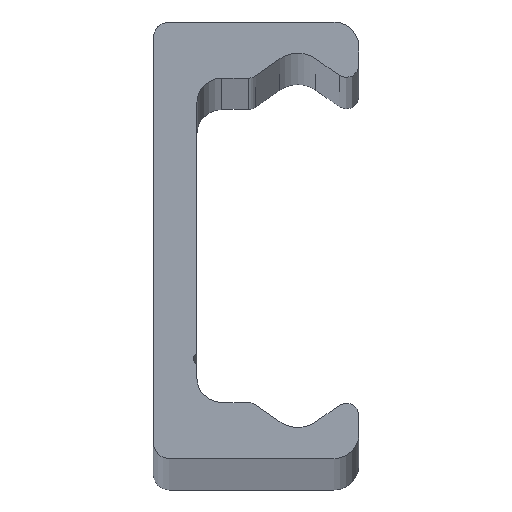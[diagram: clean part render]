
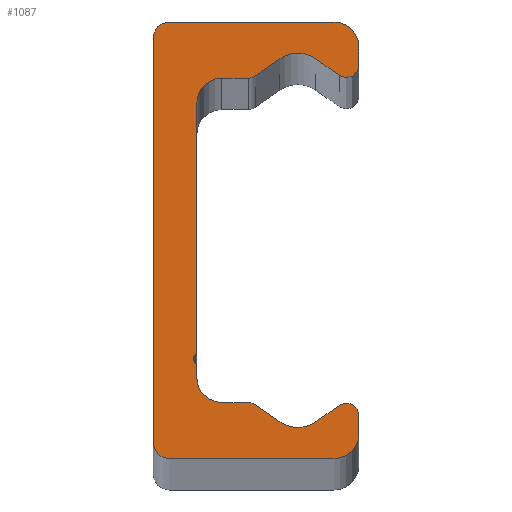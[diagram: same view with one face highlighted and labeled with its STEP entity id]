
A CAD part, top view. The second image highlights one B-rep face of the part: STEP entity #1087.
In plain terms, the highlighted planar face has unit normal (0, 0, 1).
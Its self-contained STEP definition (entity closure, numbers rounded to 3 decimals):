
#34=VECTOR('',#1414,1.);
#39=VECTOR('',#1426,1.);
#43=VECTOR('',#1437,1.);
#47=VECTOR('',#1448,1.);
#51=VECTOR('',#1459,1.);
#55=VECTOR('',#1470,1.);
#59=VECTOR('',#1481,1.);
#63=VECTOR('',#1492,1.);
#67=VECTOR('',#1503,1.);
#71=VECTOR('',#1514,1.);
#75=VECTOR('',#1525,1.);
#79=VECTOR('',#1536,1.);
#83=VECTOR('',#1547,1.);
#86=LINE('',#1703,#34);
#91=LINE('',#1718,#39);
#95=LINE('',#1730,#43);
#99=LINE('',#1742,#47);
#103=LINE('',#1754,#51);
#107=LINE('',#1766,#55);
#111=LINE('',#1778,#59);
#115=LINE('',#1790,#63);
#119=LINE('',#1802,#67);
#123=LINE('',#1814,#71);
#127=LINE('',#1826,#75);
#131=LINE('',#1838,#79);
#135=LINE('',#1850,#83);
#151=PLANE('',#1231);
#225=VERTEX_POINT('',#1704);
#226=VERTEX_POINT('',#1705);
#229=VERTEX_POINT('',#1713);
#231=VERTEX_POINT('',#1719);
#233=VERTEX_POINT('',#1725);
#235=VERTEX_POINT('',#1731);
#237=VERTEX_POINT('',#1737);
#239=VERTEX_POINT('',#1743);
#241=VERTEX_POINT('',#1749);
#243=VERTEX_POINT('',#1755);
#245=VERTEX_POINT('',#1761);
#247=VERTEX_POINT('',#1767);
#249=VERTEX_POINT('',#1773);
#251=VERTEX_POINT('',#1779);
#253=VERTEX_POINT('',#1785);
#255=VERTEX_POINT('',#1791);
#257=VERTEX_POINT('',#1797);
#259=VERTEX_POINT('',#1803);
#261=VERTEX_POINT('',#1809);
#263=VERTEX_POINT('',#1815);
#265=VERTEX_POINT('',#1821);
#267=VERTEX_POINT('',#1827);
#269=VERTEX_POINT('',#1833);
#271=VERTEX_POINT('',#1839);
#273=VERTEX_POINT('',#1845);
#275=VERTEX_POINT('',#1851);
#331=CIRCLE('',#1181,2.);
#333=CIRCLE('',#1185,1.);
#335=CIRCLE('',#1189,2.5);
#337=CIRCLE('',#1193,1.);
#339=CIRCLE('',#1197,2.);
#341=CIRCLE('',#1201,0.5);
#343=CIRCLE('',#1205,2.);
#345=CIRCLE('',#1209,1.);
#347=CIRCLE('',#1213,2.5);
#349=CIRCLE('',#1217,1.);
#351=CIRCLE('',#1221,2.);
#353=CIRCLE('',#1225,1.3);
#355=CIRCLE('',#1229,1.3);
#411=EDGE_CURVE('',#225,#226,#86,.T.);
#415=EDGE_CURVE('',#226,#229,#331,.T.);
#418=EDGE_CURVE('',#229,#231,#91,.T.);
#421=EDGE_CURVE('',#231,#233,#333,.T.);
#424=EDGE_CURVE('',#233,#235,#95,.T.);
#427=EDGE_CURVE('',#235,#237,#335,.T.);
#430=EDGE_CURVE('',#237,#239,#99,.T.);
#433=EDGE_CURVE('',#239,#241,#337,.T.);
#436=EDGE_CURVE('',#241,#243,#103,.T.);
#439=EDGE_CURVE('',#243,#245,#339,.T.);
#442=EDGE_CURVE('',#245,#247,#107,.T.);
#445=EDGE_CURVE('',#247,#249,#341,.T.);
#448=EDGE_CURVE('',#249,#251,#111,.T.);
#451=EDGE_CURVE('',#251,#253,#343,.T.);
#454=EDGE_CURVE('',#253,#255,#115,.T.);
#457=EDGE_CURVE('',#255,#257,#345,.T.);
#460=EDGE_CURVE('',#257,#259,#119,.T.);
#463=EDGE_CURVE('',#259,#261,#347,.T.);
#466=EDGE_CURVE('',#261,#263,#123,.T.);
#469=EDGE_CURVE('',#263,#265,#349,.T.);
#472=EDGE_CURVE('',#265,#267,#127,.T.);
#475=EDGE_CURVE('',#267,#269,#351,.T.);
#478=EDGE_CURVE('',#269,#271,#131,.T.);
#481=EDGE_CURVE('',#271,#273,#353,.T.);
#484=EDGE_CURVE('',#273,#275,#135,.T.);
#487=EDGE_CURVE('',#275,#225,#355,.T.);
#701=ORIENTED_EDGE('',*,*,#411,.F.);
#702=ORIENTED_EDGE('',*,*,#487,.F.);
#703=ORIENTED_EDGE('',*,*,#484,.F.);
#704=ORIENTED_EDGE('',*,*,#481,.F.);
#705=ORIENTED_EDGE('',*,*,#478,.F.);
#706=ORIENTED_EDGE('',*,*,#475,.F.);
#707=ORIENTED_EDGE('',*,*,#472,.F.);
#708=ORIENTED_EDGE('',*,*,#469,.F.);
#709=ORIENTED_EDGE('',*,*,#466,.F.);
#710=ORIENTED_EDGE('',*,*,#463,.F.);
#711=ORIENTED_EDGE('',*,*,#460,.F.);
#712=ORIENTED_EDGE('',*,*,#457,.F.);
#713=ORIENTED_EDGE('',*,*,#454,.F.);
#714=ORIENTED_EDGE('',*,*,#451,.F.);
#715=ORIENTED_EDGE('',*,*,#448,.F.);
#716=ORIENTED_EDGE('',*,*,#445,.F.);
#717=ORIENTED_EDGE('',*,*,#442,.F.);
#718=ORIENTED_EDGE('',*,*,#439,.F.);
#719=ORIENTED_EDGE('',*,*,#436,.F.);
#720=ORIENTED_EDGE('',*,*,#433,.F.);
#721=ORIENTED_EDGE('',*,*,#430,.F.);
#722=ORIENTED_EDGE('',*,*,#427,.F.);
#723=ORIENTED_EDGE('',*,*,#424,.F.);
#724=ORIENTED_EDGE('',*,*,#421,.F.);
#725=ORIENTED_EDGE('',*,*,#418,.F.);
#726=ORIENTED_EDGE('',*,*,#415,.F.);
#887=EDGE_LOOP('',(#701,#702,#703,#704,#705,#706,#707,#708,#709,#710,#711,
#712,#713,#714,#715,#716,#717,#718,#719,#720,#721,#722,#723,#724,#725,#726));
#1023=FACE_BOUND('',#887,.T.);
#1087=ADVANCED_FACE('',(#1023),#151,.T.);
#1181=AXIS2_PLACEMENT_3D('',#1712,#1420,#1421);
#1185=AXIS2_PLACEMENT_3D('',#1724,#1431,#1432);
#1189=AXIS2_PLACEMENT_3D('',#1736,#1442,#1443);
#1193=AXIS2_PLACEMENT_3D('',#1748,#1453,#1454);
#1197=AXIS2_PLACEMENT_3D('',#1760,#1464,#1465);
#1201=AXIS2_PLACEMENT_3D('',#1772,#1475,#1476);
#1205=AXIS2_PLACEMENT_3D('',#1784,#1486,#1487);
#1209=AXIS2_PLACEMENT_3D('',#1796,#1497,#1498);
#1213=AXIS2_PLACEMENT_3D('',#1808,#1508,#1509);
#1217=AXIS2_PLACEMENT_3D('',#1820,#1519,#1520);
#1221=AXIS2_PLACEMENT_3D('',#1832,#1530,#1531);
#1225=AXIS2_PLACEMENT_3D('',#1844,#1541,#1542);
#1229=AXIS2_PLACEMENT_3D('',#1856,#1552,#1553);
#1231=AXIS2_PLACEMENT_3D('',#1858,#1556,$);
#1414=DIRECTION('',(1.,0.,0.));
#1420=DIRECTION('',(0.,0.,-1.));
#1421=DIRECTION('',(2.,0.,0.));
#1426=DIRECTION('',(0.,-1.,0.));
#1431=DIRECTION('',(0.,0.,-1.));
#1432=DIRECTION('',(1.,0.,0.));
#1437=DIRECTION('',(-0.819,0.574,0.));
#1442=DIRECTION('',(0.,0.,1.));
#1443=DIRECTION('',(2.5,0.,0.));
#1448=DIRECTION('',(-0.819,-0.574,0.));
#1453=DIRECTION('',(0.,0.,-1.));
#1454=DIRECTION('',(1.,0.,0.));
#1459=DIRECTION('',(-1.,0.,0.));
#1464=DIRECTION('',(0.,0.,1.));
#1465=DIRECTION('',(2.,0.,0.));
#1470=DIRECTION('',(0.,-1.,0.));
#1475=DIRECTION('',(0.,0.,1.));
#1476=DIRECTION('',(0.5,0.,0.));
#1481=DIRECTION('',(0.,-1.,0.));
#1486=DIRECTION('',(0.,0.,1.));
#1487=DIRECTION('',(2.,0.,0.));
#1492=DIRECTION('',(1.,0.,0.));
#1497=DIRECTION('',(0.,0.,-1.));
#1498=DIRECTION('',(1.,0.,0.));
#1503=DIRECTION('',(0.819,-0.574,0.));
#1508=DIRECTION('',(0.,0.,1.));
#1509=DIRECTION('',(2.5,0.,0.));
#1514=DIRECTION('',(0.819,0.574,0.));
#1519=DIRECTION('',(0.,0.,-1.));
#1520=DIRECTION('',(1.,0.,0.));
#1525=DIRECTION('',(0.,-1.,0.));
#1530=DIRECTION('',(0.,0.,-1.));
#1531=DIRECTION('',(2.,0.,0.));
#1536=DIRECTION('',(-1.,0.,0.));
#1541=DIRECTION('',(0.,0.,-1.));
#1542=DIRECTION('',(1.3,0.,0.));
#1547=DIRECTION('',(0.,1.,0.));
#1552=DIRECTION('',(0.,0.,-1.));
#1553=DIRECTION('',(1.3,0.,0.));
#1556=DIRECTION('',(0.,0.,1.));
#1703=CARTESIAN_POINT('',(14.5,17.5,1440.));
#1704=CARTESIAN_POINT('',(1.3,17.5,1440.));
#1705=CARTESIAN_POINT('',(14.5,17.5,1440.));
#1712=CARTESIAN_POINT('',(14.5,15.5,1440.));
#1713=CARTESIAN_POINT('',(16.5,15.5,1440.));
#1718=CARTESIAN_POINT('',(16.5,14.042,1440.));
#1719=CARTESIAN_POINT('',(16.5,14.042,1440.));
#1724=CARTESIAN_POINT('',(15.5,14.042,1440.));
#1725=CARTESIAN_POINT('',(14.926,13.223,1440.));
#1730=CARTESIAN_POINT('',(13.034,14.548,1440.));
#1731=CARTESIAN_POINT('',(13.034,14.548,1440.));
#1736=CARTESIAN_POINT('',(11.6,12.5,1440.));
#1737=CARTESIAN_POINT('',(10.166,14.548,1440.));
#1742=CARTESIAN_POINT('',(8.214,13.181,1440.));
#1743=CARTESIAN_POINT('',(8.214,13.181,1440.));
#1748=CARTESIAN_POINT('',(7.64,14.,1440.));
#1749=CARTESIAN_POINT('',(7.64,13.,1440.));
#1754=CARTESIAN_POINT('',(5.5,13.,1440.));
#1755=CARTESIAN_POINT('',(5.5,13.,1440.));
#1760=CARTESIAN_POINT('',(5.5,11.,1440.));
#1761=CARTESIAN_POINT('',(3.5,11.,1440.));
#1766=CARTESIAN_POINT('',(3.5,-9.067,1440.));
#1767=CARTESIAN_POINT('',(3.5,-9.067,1440.));
#1772=CARTESIAN_POINT('',(3.75,-9.5,1440.));
#1773=CARTESIAN_POINT('',(3.5,-9.933,1440.));
#1778=CARTESIAN_POINT('',(3.5,-11.,1440.));
#1779=CARTESIAN_POINT('',(3.5,-11.,1440.));
#1784=CARTESIAN_POINT('',(5.5,-11.,1440.));
#1785=CARTESIAN_POINT('',(5.5,-13.,1440.));
#1790=CARTESIAN_POINT('',(7.64,-13.,1440.));
#1791=CARTESIAN_POINT('',(7.64,-13.,1440.));
#1796=CARTESIAN_POINT('',(7.64,-14.,1440.));
#1797=CARTESIAN_POINT('',(8.214,-13.181,1440.));
#1802=CARTESIAN_POINT('',(10.166,-14.548,1440.));
#1803=CARTESIAN_POINT('',(10.166,-14.548,1440.));
#1808=CARTESIAN_POINT('',(11.6,-12.5,1440.));
#1809=CARTESIAN_POINT('',(13.034,-14.548,1440.));
#1814=CARTESIAN_POINT('',(14.926,-13.223,1440.));
#1815=CARTESIAN_POINT('',(14.926,-13.223,1440.));
#1820=CARTESIAN_POINT('',(15.5,-14.042,1440.));
#1821=CARTESIAN_POINT('',(16.5,-14.042,1440.));
#1826=CARTESIAN_POINT('',(16.5,-15.5,1440.));
#1827=CARTESIAN_POINT('',(16.5,-15.5,1440.));
#1832=CARTESIAN_POINT('',(14.5,-15.5,1440.));
#1833=CARTESIAN_POINT('',(14.5,-17.5,1440.));
#1838=CARTESIAN_POINT('',(1.3,-17.5,1440.));
#1839=CARTESIAN_POINT('',(1.3,-17.5,1440.));
#1844=CARTESIAN_POINT('',(1.3,-16.2,1440.));
#1845=CARTESIAN_POINT('',(0.,-16.2,1440.));
#1850=CARTESIAN_POINT('',(0.,16.2,1440.));
#1851=CARTESIAN_POINT('',(0.,16.2,1440.));
#1856=CARTESIAN_POINT('',(1.3,16.2,1440.));
#1858=CARTESIAN_POINT('',(5.942,-0.014,1440.));
